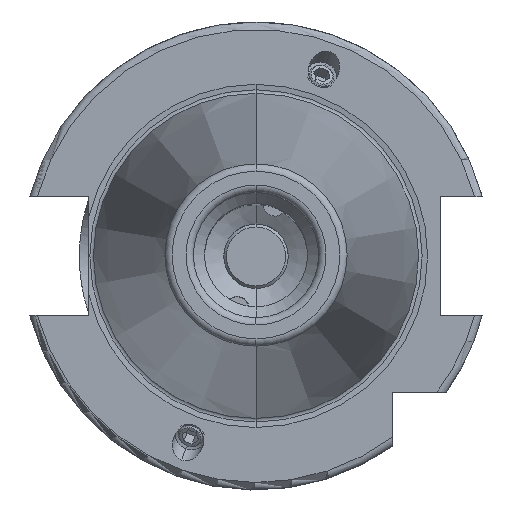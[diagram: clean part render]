
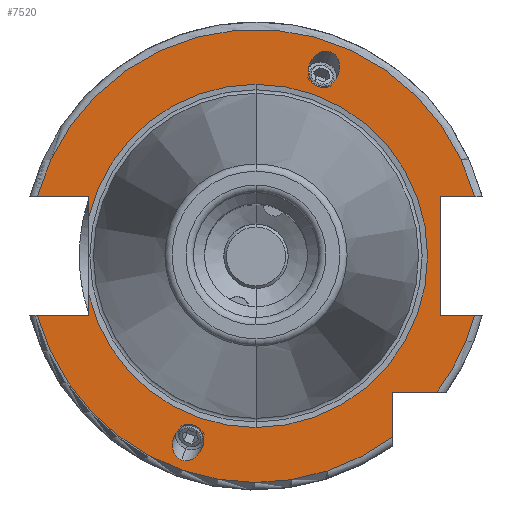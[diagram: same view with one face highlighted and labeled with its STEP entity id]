
A CAD part, top view. The second image highlights one B-rep face of the part: STEP entity #7520.
In plain terms, the highlighted planar face has unit normal (0, 0, 1).
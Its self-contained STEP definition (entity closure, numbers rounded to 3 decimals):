
#1709=CARTESIAN_POINT('',(0,0,18.1));
#1710=DIRECTION('',(0,0,1));
#1711=DIRECTION('',(0,1,0));
#1712=AXIS2_PLACEMENT_3D('',#1709,#1710,#1711);
#1722=CARTESIAN_POINT('',(0,0,18.1));
#1723=DIRECTION('',(0,0,1));
#1724=DIRECTION('',(-0.974,-0.227,0));
#1725=AXIS2_PLACEMENT_3D('',#1722,#1723,#1724);
#1727=DIRECTION('',(1,0,0));
#1728=VECTOR('',#1727,7.004);
#1729=CARTESIAN_POINT('',(-29.704,-8.05,18.1));
#1730=LINE('',#1729,#1728);
#1731=DIRECTION('',(0,1,0));
#1732=VECTOR('',#1731,2.753);
#1733=CARTESIAN_POINT('',(-22.7,-8.05,18.1));
#1734=LINE('',#1733,#1732);
#1735=DIRECTION('',(0,1,0));
#1736=VECTOR('',#1735,2.753);
#1737=CARTESIAN_POINT('',(-22.7,5.297,18.1));
#1738=LINE('',#1737,#1736);
#1739=DIRECTION('',(1,0,0));
#1740=VECTOR('',#1739,7.004);
#1741=CARTESIAN_POINT('',(-29.704,8.05,18.1));
#1742=LINE('',#1741,#1740);
#1743=DIRECTION('',(-1,0,0));
#1744=VECTOR('',#1743,4.704);
#1745=CARTESIAN_POINT('',(29.704,8.05,18.1));
#1746=LINE('',#1745,#1744);
#1747=DIRECTION('',(0,-1,0));
#1748=VECTOR('',#1747,16.1);
#1749=CARTESIAN_POINT('',(25,8.05,18.1));
#1750=LINE('',#1749,#1748);
#1751=DIRECTION('',(-1,0,0));
#1752=VECTOR('',#1751,4.704);
#1753=CARTESIAN_POINT('',(29.704,-8.05,18.1));
#1754=LINE('',#1753,#1752);
#1755=CARTESIAN_POINT('',(0,0,18.1));
#1756=DIRECTION('',(0,0,1));
#1757=DIRECTION('',(0.799,-0.601,0));
#1758=AXIS2_PLACEMENT_3D('',#1755,#1756,#1757);
#1760=DIRECTION('',(-1,0,0));
#1761=VECTOR('',#1760,6.094);
#1762=CARTESIAN_POINT('',(24.594,-18.5,18.1));
#1763=LINE('',#1762,#1761);
#1764=DIRECTION('',(0,1,0));
#1765=VECTOR('',#1764,6.094);
#1766=CARTESIAN_POINT('',(18.5,-24.594,18.1));
#1767=LINE('',#1766,#1765);
#1768=CARTESIAN_POINT('',(10.09,27.723,18.1));
#1769=CARTESIAN_POINT('',(9.863,27.806,18.1));
#1770=CARTESIAN_POINT('',(9.337,27.884,18.1));
#1771=CARTESIAN_POINT('',(8.455,27.594,18.1));
#1772=CARTESIAN_POINT('',(7.834,27.033,18.1));
#1773=CARTESIAN_POINT('',(7.483,26.49,18.1));
#1774=CARTESIAN_POINT('',(7.298,26.077,18.1));
#1775=CARTESIAN_POINT('',(7.174,25.641,18.1));
#1776=CARTESIAN_POINT('',(7.094,25.,18.1));
#1777=CARTESIAN_POINT('',(7.208,24.17,18.1));
#1778=CARTESIAN_POINT('',(7.698,23.381,18.1));
#1779=CARTESIAN_POINT('',(8.152,23.103,18.1));
#1780=CARTESIAN_POINT('',(8.379,23.02,18.1));
#1782=CARTESIAN_POINT('',(8.379,23.02,18.1));
#1783=CARTESIAN_POINT('',(8.606,22.937,18.1));
#1784=CARTESIAN_POINT('',(9.133,22.859,18.1));
#1785=CARTESIAN_POINT('',(10.014,23.149,18.1));
#1786=CARTESIAN_POINT('',(10.635,23.711,18.1));
#1787=CARTESIAN_POINT('',(10.986,24.253,18.1));
#1788=CARTESIAN_POINT('',(11.171,24.667,18.1));
#1789=CARTESIAN_POINT('',(11.295,25.103,18.1));
#1790=CARTESIAN_POINT('',(11.375,25.744,18.1));
#1791=CARTESIAN_POINT('',(11.261,26.573,18.1));
#1792=CARTESIAN_POINT('',(10.771,27.362,18.1));
#1793=CARTESIAN_POINT('',(10.318,27.641,18.1));
#1794=CARTESIAN_POINT('',(10.09,27.723,18.1));
#1796=CARTESIAN_POINT('',(-10.09,-27.723,18.1));
#1797=CARTESIAN_POINT('',(-10.318,-27.641,18.1));
#1798=CARTESIAN_POINT('',(-10.771,-27.362,18.1));
#1799=CARTESIAN_POINT('',(-11.261,-26.573,18.1));
#1800=CARTESIAN_POINT('',(-11.375,-25.744,18.1));
#1801=CARTESIAN_POINT('',(-11.295,-25.103,18.1));
#1802=CARTESIAN_POINT('',(-11.171,-24.667,18.1));
#1803=CARTESIAN_POINT('',(-10.986,-24.253,18.1));
#1804=CARTESIAN_POINT('',(-10.635,-23.711,18.1));
#1805=CARTESIAN_POINT('',(-10.014,-23.149,18.1));
#1806=CARTESIAN_POINT('',(-9.133,-22.859,18.1));
#1807=CARTESIAN_POINT('',(-8.606,-22.937,18.1));
#1808=CARTESIAN_POINT('',(-8.379,-23.02,18.1));
#1810=CARTESIAN_POINT('',(-8.379,-23.02,18.1));
#1811=CARTESIAN_POINT('',(-8.152,-23.103,18.1));
#1812=CARTESIAN_POINT('',(-7.698,-23.381,18.1));
#1813=CARTESIAN_POINT('',(-7.208,-24.17,18.1));
#1814=CARTESIAN_POINT('',(-7.094,-25.,18.1));
#1815=CARTESIAN_POINT('',(-7.174,-25.641,18.1));
#1816=CARTESIAN_POINT('',(-7.298,-26.077,18.1));
#1817=CARTESIAN_POINT('',(-7.483,-26.49,18.1));
#1818=CARTESIAN_POINT('',(-7.834,-27.033,18.1));
#1819=CARTESIAN_POINT('',(-8.455,-27.594,18.1));
#1820=CARTESIAN_POINT('',(-9.337,-27.884,18.1));
#1821=CARTESIAN_POINT('',(-9.863,-27.806,18.1));
#1822=CARTESIAN_POINT('',(-10.09,-27.723,18.1));
#1824=CARTESIAN_POINT('',(0,0,18.1));
#1825=DIRECTION('',(0,0,-1));
#1826=DIRECTION('',(0,1,0));
#1827=AXIS2_PLACEMENT_3D('',#1824,#1825,#1826);
#3058=CARTESIAN_POINT('',(0,0,18.1));
#3059=DIRECTION('',(0,0,1));
#3060=DIRECTION('',(0.965,0.262,0));
#3061=AXIS2_PLACEMENT_3D('',#3058,#3059,#3060);
#3109=CARTESIAN_POINT('',(0,0,18.1));
#3110=DIRECTION('',(0,0,1));
#3111=DIRECTION('',(-0.965,-0.262,0));
#3112=AXIS2_PLACEMENT_3D('',#3109,#3110,#3111);
#4669=CARTESIAN_POINT('',(-29.704,-8.05,18.1));
#4670=CARTESIAN_POINT('',(-22.7,-8.05,18.1));
#4671=VERTEX_POINT('',#4669);
#4672=VERTEX_POINT('',#4670);
#4673=CARTESIAN_POINT('',(-22.7,-5.297,18.1));
#4674=VERTEX_POINT('',#4673);
#4675=CARTESIAN_POINT('',(-22.7,5.297,18.1));
#4676=CARTESIAN_POINT('',(-22.7,8.05,18.1));
#4677=VERTEX_POINT('',#4675);
#4678=VERTEX_POINT('',#4676);
#4679=CARTESIAN_POINT('',(-29.704,8.05,18.1));
#4680=VERTEX_POINT('',#4679);
#4681=CARTESIAN_POINT('',(25,8.05,18.1));
#4682=CARTESIAN_POINT('',(25,-8.05,18.1));
#4683=VERTEX_POINT('',#4681);
#4684=VERTEX_POINT('',#4682);
#4685=CARTESIAN_POINT('',(29.704,-8.05,18.1));
#4686=VERTEX_POINT('',#4685);
#4687=CARTESIAN_POINT('',(29.704,8.05,18.1));
#4688=VERTEX_POINT('',#4687);
#4689=CARTESIAN_POINT('',(18.5,-24.594,18.1));
#4690=CARTESIAN_POINT('',(18.5,-18.5,18.1));
#4691=VERTEX_POINT('',#4689);
#4692=VERTEX_POINT('',#4690);
#4693=CARTESIAN_POINT('',(24.594,-18.5,18.1));
#4694=VERTEX_POINT('',#4693);
#4783=VERTEX_POINT('',#1768);
#4784=VERTEX_POINT('',#1780);
#4834=CARTESIAN_POINT('',(-10.09,-27.723,18.1));
#4836=VERTEX_POINT('',#4834);
#4841=CARTESIAN_POINT('',(-8.379,-23.02,18.1));
#4842=VERTEX_POINT('',#4841);
#4889=CARTESIAN_POINT('',(0,23.31,18.1));
#4890=VERTEX_POINT('',#4889);
#4891=CARTESIAN_POINT('',(0,-23.31,18.1));
#4892=VERTEX_POINT('',#4891);
#7476=CARTESIAN_POINT('',(0,0,18.1));
#7477=DIRECTION('',(0,0,-1));
#7478=DIRECTION('',(0,-1,0));
#7479=AXIS2_PLACEMENT_3D('',#7476,#7477,#7478);
#7480=PLANE('',#7479);
#7481=ORIENTED_EDGE('',*,*,#5779,.T.);
#7482=ORIENTED_EDGE('',*,*,#5834,.T.);
#7483=ORIENTED_EDGE('',*,*,#7471,.T.);
#7485=ORIENTED_EDGE('',*,*,#7484,.F.);
#7486=ORIENTED_EDGE('',*,*,#7464,.T.);
#7487=ORIENTED_EDGE('',*,*,#5830,.T.);
#7489=ORIENTED_EDGE('',*,*,#7488,.F.);
#7491=ORIENTED_EDGE('',*,*,#7490,.F.);
#7493=ORIENTED_EDGE('',*,*,#7492,.T.);
#7495=ORIENTED_EDGE('',*,*,#7494,.T.);
#7497=ORIENTED_EDGE('',*,*,#7496,.F.);
#7499=ORIENTED_EDGE('',*,*,#7498,.F.);
#7501=ORIENTED_EDGE('',*,*,#7500,.T.);
#7503=ORIENTED_EDGE('',*,*,#7502,.F.);
#7505=ORIENTED_EDGE('',*,*,#7504,.F.);
#7506=EDGE_LOOP('',(#7481,#7482,#7483,#7485,#7486,#7487,#7489,#7491,#7493,#7495,
#7497,#7499,#7501,#7503,#7505));
#7507=FACE_OUTER_BOUND('',#7506,.F.);
#7509=ORIENTED_EDGE('',*,*,#7508,.T.);
#7511=ORIENTED_EDGE('',*,*,#7510,.T.);
#7512=EDGE_LOOP('',(#7509,#7511));
#7513=FACE_BOUND('',#7512,.F.);
#7515=ORIENTED_EDGE('',*,*,#7514,.F.);
#7517=ORIENTED_EDGE('',*,*,#7516,.F.);
#7518=EDGE_LOOP('',(#7515,#7517));
#7519=FACE_BOUND('',#7518,.F.);
#7520=ADVANCED_FACE('',(#7507,#7513,#7519),#7480,.F.);
#1713=CIRCLE('',#1712,23.31);
#1726=CIRCLE('',#1725,23.31);
#1759=CIRCLE('',#1758,30.775);
#1781=B_SPLINE_CURVE_WITH_KNOTS('',3,(#1768,#1769,#1770,#1771,#1772,#1773,#1774,
#1775,#1776,#1777,#1778,#1779,#1780),.UNSPECIFIED.,.F.,.F.,(4,1,1,1,1,1,1,1,1,1,
4),(0,0.125,0.25,0.375,0.438,0.5,0.563,0.625,0.75,0.875,
1.0),.UNSPECIFIED.);
#1795=B_SPLINE_CURVE_WITH_KNOTS('',3,(#1782,#1783,#1784,#1785,#1786,#1787,#1788,
#1789,#1790,#1791,#1792,#1793,#1794),.UNSPECIFIED.,.F.,.F.,(4,1,1,1,1,1,1,1,1,1,
4),(0,0.125,0.25,0.375,0.438,0.5,0.563,0.625,0.75,0.875,
1.0),.UNSPECIFIED.);
#1809=B_SPLINE_CURVE_WITH_KNOTS('',3,(#1796,#1797,#1798,#1799,#1800,#1801,#1802,
#1803,#1804,#1805,#1806,#1807,#1808),.UNSPECIFIED.,.F.,.F.,(4,1,1,1,1,1,1,1,1,1,
4),(0,0.125,0.25,0.375,0.438,0.5,0.563,0.625,0.75,0.875,
1.0),.UNSPECIFIED.);
#1823=B_SPLINE_CURVE_WITH_KNOTS('',3,(#1810,#1811,#1812,#1813,#1814,#1815,#1816,
#1817,#1818,#1819,#1820,#1821,#1822),.UNSPECIFIED.,.F.,.F.,(4,1,1,1,1,1,1,1,1,1,
4),(0,0.125,0.25,0.375,0.438,0.5,0.563,0.625,0.75,0.875,
1.0),.UNSPECIFIED.);
#1828=CIRCLE('',#1827,23.31);
#3062=CIRCLE('',#3061,30.775);
#3113=CIRCLE('',#3112,30.775);
#5779=EDGE_CURVE('',#4671,#4672,#1730,.T.);
#5830=EDGE_CURVE('',#4677,#4678,#1738,.T.);
#5834=EDGE_CURVE('',#4672,#4674,#1734,.T.);
#7464=EDGE_CURVE('',#4890,#4677,#1713,.T.);
#7471=EDGE_CURVE('',#4674,#4892,#1726,.T.);
#7484=EDGE_CURVE('',#4890,#4892,#1828,.T.);
#7488=EDGE_CURVE('',#4680,#4678,#1742,.T.);
#7490=EDGE_CURVE('',#4688,#4680,#3062,.T.);
#7492=EDGE_CURVE('',#4688,#4683,#1746,.T.);
#7494=EDGE_CURVE('',#4683,#4684,#1750,.T.);
#7496=EDGE_CURVE('',#4686,#4684,#1754,.T.);
#7498=EDGE_CURVE('',#4694,#4686,#1759,.T.);
#7500=EDGE_CURVE('',#4694,#4692,#1763,.T.);
#7502=EDGE_CURVE('',#4691,#4692,#1767,.T.);
#7504=EDGE_CURVE('',#4671,#4691,#3113,.T.);
#7508=EDGE_CURVE('',#4783,#4784,#1781,.T.);
#7510=EDGE_CURVE('',#4784,#4783,#1795,.T.);
#7514=EDGE_CURVE('',#4836,#4842,#1809,.T.);
#7516=EDGE_CURVE('',#4842,#4836,#1823,.T.);
